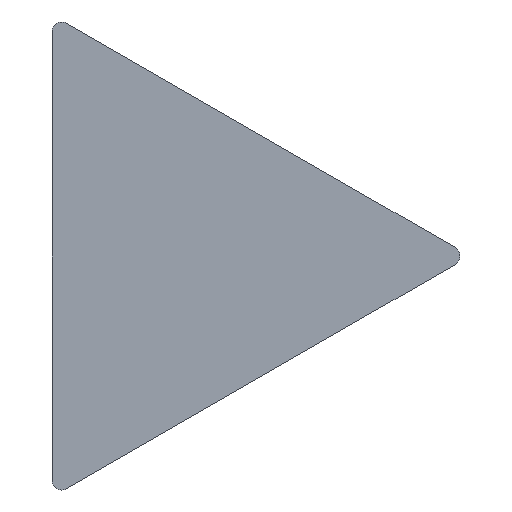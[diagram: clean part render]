
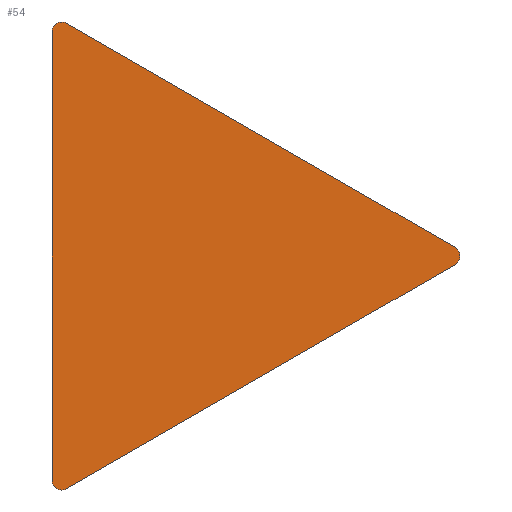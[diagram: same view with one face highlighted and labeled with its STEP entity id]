
A CAD part, top view. The second image highlights one B-rep face of the part: STEP entity #54.
In plain terms, the highlighted planar face has unit normal (0, 0, 1).
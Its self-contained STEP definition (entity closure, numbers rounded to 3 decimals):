
#44=CIRCLE('',#254,0.198);
#45=CIRCLE('',#257,0.198);
#46=CIRCLE('',#260,0.198);
#54=ADVANCED_FACE('',(#70),#62,.F.);
#62=PLANE('',#266);
#70=FACE_OUTER_BOUND('',#81,.T.);
#81=EDGE_LOOP('',(#121,#122,#123,#124,#125,#126));
#121=ORIENTED_EDGE('',*,*,#160,.F.);
#122=ORIENTED_EDGE('',*,*,#180,.F.);
#123=ORIENTED_EDGE('',*,*,#178,.F.);
#124=ORIENTED_EDGE('',*,*,#173,.F.);
#125=ORIENTED_EDGE('',*,*,#170,.F.);
#126=ORIENTED_EDGE('',*,*,#165,.F.);
#142=VERTEX_POINT('',#382);
#143=VERTEX_POINT('',#384);
#146=VERTEX_POINT('',#391);
#148=VERTEX_POINT('',#421);
#152=VERTEX_POINT('',#431);
#154=VERTEX_POINT('',#461);
#160=EDGE_CURVE('',#142,#143,#187,.T.);
#165=EDGE_CURVE('',#143,#146,#44,.T.);
#170=EDGE_CURVE('',#146,#148,#195,.T.);
#173=EDGE_CURVE('',#148,#152,#45,.T.);
#178=EDGE_CURVE('',#152,#154,#201,.T.);
#180=EDGE_CURVE('',#154,#142,#46,.T.);
#187=LINE('',#383,#205);
#195=LINE('',#427,#213);
#201=LINE('',#467,#219);
#205=VECTOR('',#279,1.);
#213=VECTOR('',#293,1.);
#219=VECTOR('',#305,1.);
#254=AXIS2_PLACEMENT_3D('',#417,#285,#286);
#257=AXIS2_PLACEMENT_3D('',#457,#297,#298);
#260=AXIS2_PLACEMENT_3D('',#494,#308,#309);
#266=AXIS2_PLACEMENT_3D('',#500,#320,#321);
#279=DIRECTION('',(0.,1.,0.));
#285=DIRECTION('',(0.,0.,-1.));
#286=DIRECTION('',(0.,1.,0.));
#293=DIRECTION('',(0.866,-0.5,0.));
#297=DIRECTION('',(0.,0.,-1.));
#298=DIRECTION('',(0.,1.,0.));
#305=DIRECTION('',(-0.866,-0.5,0.));
#308=DIRECTION('',(0.,0.,-1.));
#309=DIRECTION('',(0.,1.,0.));
#320=DIRECTION('',(0.,0.,-1.));
#321=DIRECTION('',(-1.,0.,0.));
#382=CARTESIAN_POINT('',(-2.778,-4.469,0.));
#383=CARTESIAN_POINT('',(-2.778,-4.469,0.));
#384=CARTESIAN_POINT('',(-2.778,4.469,0.));
#391=CARTESIAN_POINT('',(-2.481,4.64,0.));
#417=CARTESIAN_POINT('',(-2.58,4.469,0.));
#421=CARTESIAN_POINT('',(5.259,0.171,0.));
#427=CARTESIAN_POINT('',(-2.481,4.64,0.));
#431=CARTESIAN_POINT('',(5.259,-0.171,0.));
#457=CARTESIAN_POINT('',(5.16,0.,0.));
#461=CARTESIAN_POINT('',(-2.481,-4.64,0.));
#467=CARTESIAN_POINT('',(5.259,-0.171,0.));
#494=CARTESIAN_POINT('',(-2.58,-4.469,0.));
#500=CARTESIAN_POINT('',(-2.58,4.469,0.));
